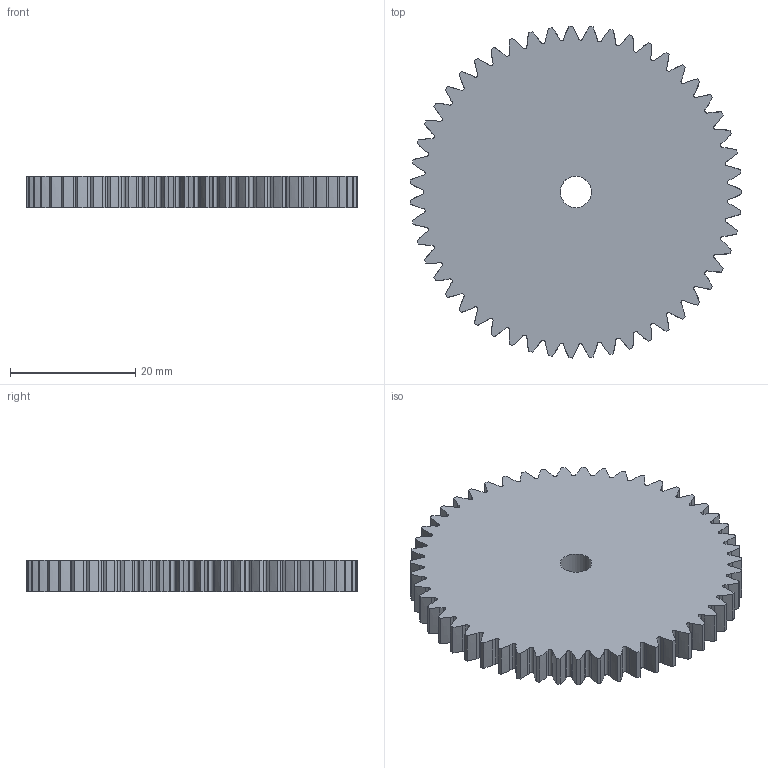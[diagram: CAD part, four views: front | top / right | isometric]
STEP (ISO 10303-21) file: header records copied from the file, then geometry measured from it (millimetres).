
FILE_DESCRIPTION(('FreeCAD Model'),'2;1');
FILE_NAME('51t25pa1mmx5.step','2017-01-30T13:39:39',('Author'),(''), 'Open CASCADE STEP processor 6.9','FreeCAD','Unknown');
FILE_SCHEMA(('AUTOMOTIVE_DESIGN_CC2 { 1 2 10303 214 -1 1 5 4 }'));
Length unit declared in the file: millimetre
Products named in the file (2): ASSEMBLY; Pocket
Assembly tree (1 placements, depth 2):
  ASSEMBLY
    Pocket
Bounding box: 52.97 x 52.99 x 5 mm (x, y, z)
Volume: 10078.8 mm3; surface area: 5617 mm2
Topology: 1 solids, 1 shells, 309 faces, 921 edges, 614 vertices
Faces by surface type: extrusion 204, cylinder 103, plane 2
Full cylindrical faces by diameter (mm): 5 x1
Entity records: 24111 total; most frequent: CARTESIAN_POINT 7360, DIRECTION 2469, ORIENTED_EDGE 1842, PCURVE 1842, DEFINITIONAL_REPRESENTATION 1842, VECTOR 1739, LINE 1535, B_SPLINE_CURVE_WITH_KNOTS 1020
